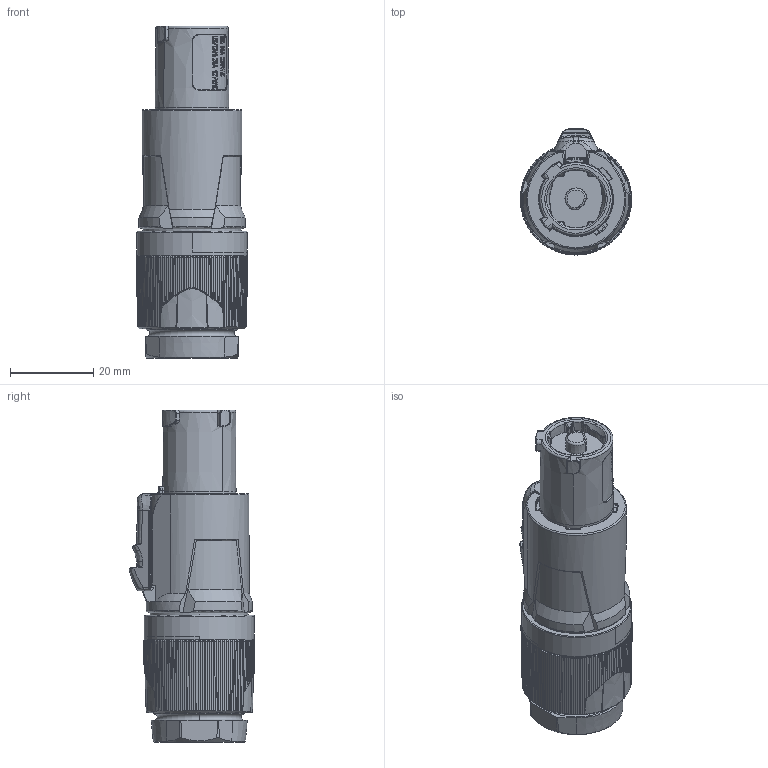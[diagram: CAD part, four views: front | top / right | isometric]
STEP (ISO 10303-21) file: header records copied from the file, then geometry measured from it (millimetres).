
FILE_DESCRIPTION((''),'2;1');
FILE_NAME('30012111','2025-02-07T12:46:11',('SYSTEM'),(''),'CREO PARAMETRIC BY PTC INC, 2023424','CREO PARAMETRIC BY PTC INC, 2023424','');
FILE_SCHEMA(('CONFIG_CONTROL_DESIGN'));
Products named in the file (1): 30012111
Bounding box: 26.83 x 30.33 x 79.95 mm (x, y, z)
Volume: 33451.2 mm3; surface area: 7883.2 mm2
Topology: 1 solids, 1 shells, 2023 faces, 5258 edges, 3283 vertices
Faces by surface type: plane 666, extrusion 618, bspline 295, cone 192, torus 109, cylinder 104, sphere 39
Entity records: 78674 total; most frequent: CARTESIAN_POINT 35188, ORIENTED_EDGE 10516, DIRECTION 6254, EDGE_CURVE 5258, VERTEX_POINT 3283, B_SPLINE_CURVE_WITH_KNOTS 3261, VECTOR 2432, EDGE_LOOP 2071
